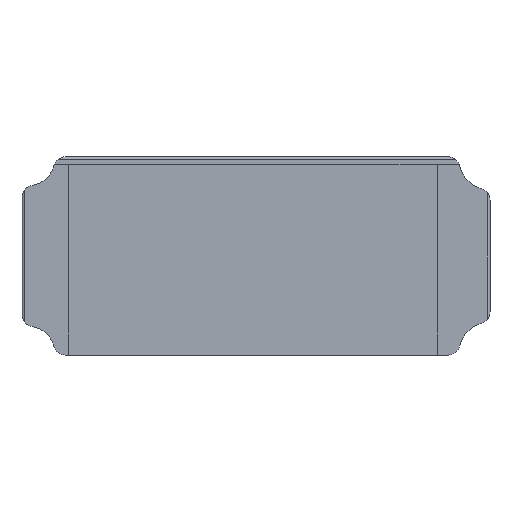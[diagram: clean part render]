
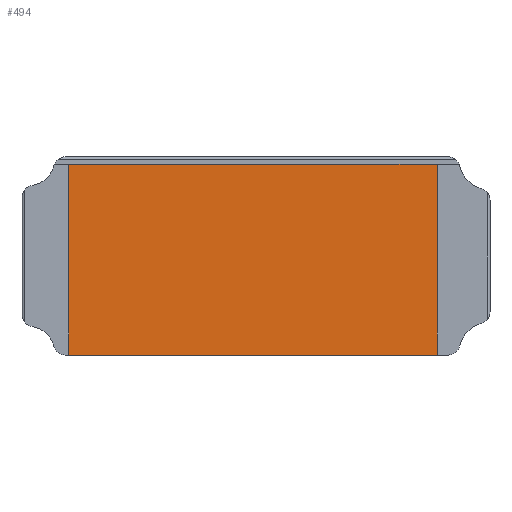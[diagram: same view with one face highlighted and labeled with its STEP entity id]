
A CAD part, front view. The second image highlights one B-rep face of the part: STEP entity #494.
In plain terms, the highlighted planar face has unit normal (0, -1, 0).
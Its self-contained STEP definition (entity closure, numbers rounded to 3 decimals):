
#67=ORIENTED_EDGE('',*,*,#217,.F.);
#68=ORIENTED_EDGE('',*,*,#218,.F.);
#69=ORIENTED_EDGE('',*,*,#219,.T.);
#70=ORIENTED_EDGE('',*,*,#220,.F.);
#217=EDGE_CURVE('',#292,#293,#342,.T.);
#218=EDGE_CURVE('',#294,#292,#343,.T.);
#219=EDGE_CURVE('',#294,#295,#344,.T.);
#220=EDGE_CURVE('',#293,#295,#345,.T.);
#292=VERTEX_POINT('',#741);
#293=VERTEX_POINT('',#742);
#294=VERTEX_POINT('',#744);
#295=VERTEX_POINT('',#746);
#342=LINE('',#740,#385);
#343=LINE('',#743,#386);
#344=LINE('',#745,#387);
#345=LINE('',#747,#388);
#385=VECTOR('',#591,1000.);
#386=VECTOR('',#592,1000.);
#387=VECTOR('',#593,1000.);
#388=VECTOR('',#594,1000.);
#428=EDGE_LOOP('',(#67,#68,#69,#70));
#455=FACE_BOUND('',#428,.T.);
#482=PLANE('',#534);
#494=ADVANCED_FACE('',(#455),#482,.F.);
#534=AXIS2_PLACEMENT_3D('',#739,#589,#590);
#589=DIRECTION('',(0.,1.,0.));
#590=DIRECTION('',(0.,0.,1.));
#591=DIRECTION('',(0.,0.,-1.));
#592=DIRECTION('',(1.,0.,0.));
#593=DIRECTION('',(0.,0.,-1.));
#594=DIRECTION('',(-1.,0.,0.));
#739=CARTESIAN_POINT('',(-45.91,0.,-12.151));
#740=CARTESIAN_POINT('',(37.44,0.,20.5));
#741=CARTESIAN_POINT('',(37.44,0.,19.));
#742=CARTESIAN_POINT('',(37.44,0.,-20.5));
#743=CARTESIAN_POINT('',(-45.91,0.,19.));
#744=CARTESIAN_POINT('',(-38.7,0.,19.));
#745=CARTESIAN_POINT('',(-38.7,0.,20.5));
#746=CARTESIAN_POINT('',(-38.7,0.,-20.5));
#747=CARTESIAN_POINT('',(39.71,0.,-20.5));
